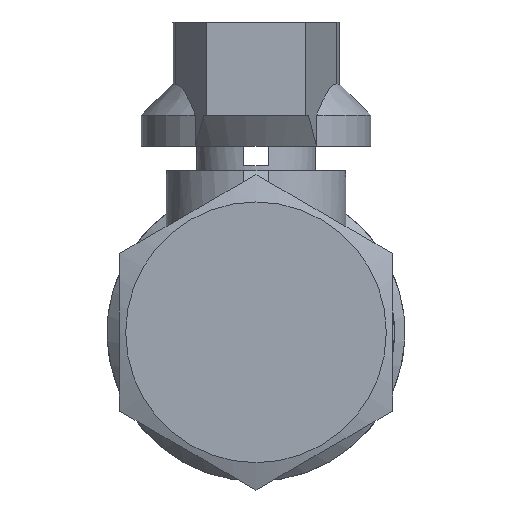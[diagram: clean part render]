
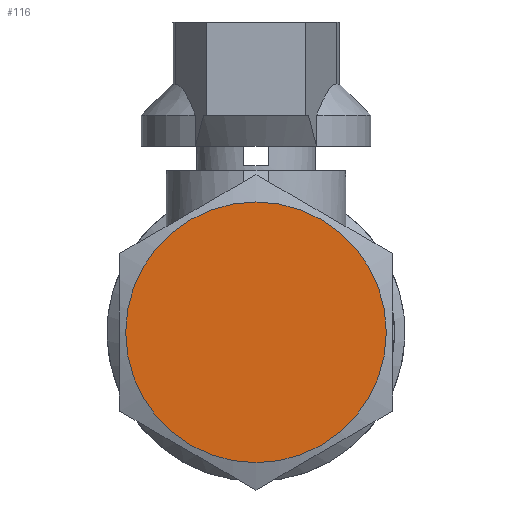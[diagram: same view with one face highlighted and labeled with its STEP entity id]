
A CAD part, left-side view. The second image highlights one B-rep face of the part: STEP entity #116.
In plain terms, the highlighted planar face has unit normal (-1, 0, 0).
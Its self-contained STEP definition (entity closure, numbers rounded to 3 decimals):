
#116 = ADVANCED_FACE( '', ( #227 ), #228, .F. );
#227 = FACE_OUTER_BOUND( '', #360, .T. );
#228 = PLANE( '', #361 );
#360 = EDGE_LOOP( '', ( #714 ) );
#361 = AXIS2_PLACEMENT_3D( '', #715, #716, #717 );
#714 = ORIENTED_EDGE( '', *, *, #976, .F. );
#715 = CARTESIAN_POINT( '', ( -26., 0., -12.702 ) );
#716 = DIRECTION( '', ( 1., 0., 0. ) );
#717 = DIRECTION( '', ( 0., 1., 0. ) );
#976 = EDGE_CURVE( '', #1202, #1202, #1203, .T. );
#1202 = VERTEX_POINT( '', #1712 );
#1203 = CIRCLE( '', #1713, 10.5 );
#1712 = CARTESIAN_POINT( '', ( -26., 0., -10.5 ) );
#1713 = AXIS2_PLACEMENT_3D( '', #1933, #1934, #1935 );
#1933 = CARTESIAN_POINT( '', ( -26., 0., 0. ) );
#1934 = DIRECTION( '', ( 1., 0., 0. ) );
#1935 = DIRECTION( '', ( 0., 0., -1. ) );
